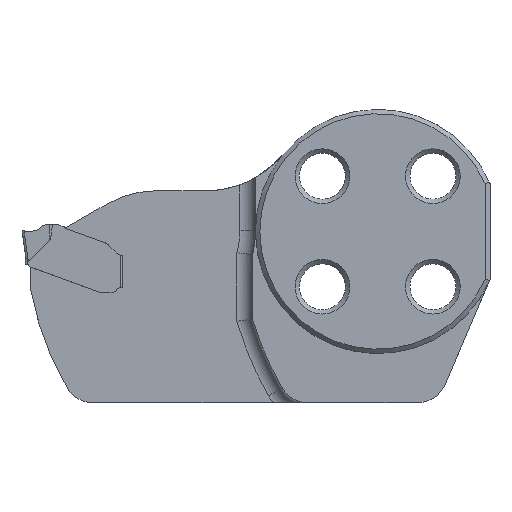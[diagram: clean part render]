
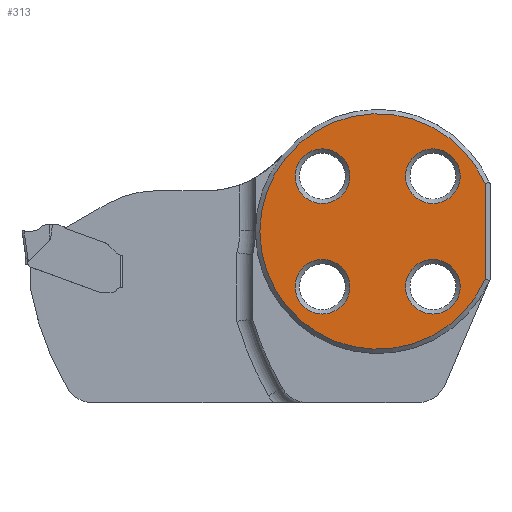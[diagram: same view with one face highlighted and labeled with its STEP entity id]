
A CAD part, top view. The second image highlights one B-rep face of the part: STEP entity #313.
In plain terms, the highlighted planar face has unit normal (0, 0, 1).
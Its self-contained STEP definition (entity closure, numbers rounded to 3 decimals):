
#187=FACE_BOUND('',#552,.T.);
#188=FACE_BOUND('',#553,.T.);
#189=FACE_BOUND('',#554,.T.);
#190=FACE_BOUND('',#555,.T.);
#191=FACE_BOUND('',#556,.T.);
#258=CIRCLE('',#2104,2.8);
#259=CIRCLE('',#2105,2.8);
#260=CIRCLE('',#2106,2.8);
#261=CIRCLE('',#2107,2.8);
#262=CIRCLE('',#2108,12.05);
#313=ADVANCED_FACE('',(#187,#188,#189,#190,#191),#418,.F.);
#418=PLANE('',#2109);
#552=EDGE_LOOP('',(#794));
#553=EDGE_LOOP('',(#795));
#554=EDGE_LOOP('',(#796));
#555=EDGE_LOOP('',(#797));
#556=EDGE_LOOP('',(#798,#799));
#794=ORIENTED_EDGE('',*,*,#1510,.F.);
#795=ORIENTED_EDGE('',*,*,#1511,.T.);
#796=ORIENTED_EDGE('',*,*,#1512,.T.);
#797=ORIENTED_EDGE('',*,*,#1513,.F.);
#798=ORIENTED_EDGE('',*,*,#1514,.F.);
#799=ORIENTED_EDGE('',*,*,#1515,.F.);
#1320=VERTEX_POINT('',#3030);
#1321=VERTEX_POINT('',#3032);
#1322=VERTEX_POINT('',#3034);
#1323=VERTEX_POINT('',#3036);
#1324=VERTEX_POINT('',#3038);
#1325=VERTEX_POINT('',#3039);
#1510=EDGE_CURVE('',#1320,#1320,#258,.T.);
#1511=EDGE_CURVE('',#1321,#1321,#259,.T.);
#1512=EDGE_CURVE('',#1322,#1322,#260,.T.);
#1513=EDGE_CURVE('',#1323,#1323,#261,.T.);
#1514=EDGE_CURVE('',#1324,#1325,#1736,.T.);
#1515=EDGE_CURVE('',#1325,#1324,#262,.T.);
#1736=LINE('',#3037,#1872);
#1872=VECTOR('',#2410,1.);
#2104=AXIS2_PLACEMENT_3D('',#3029,#2402,#2403);
#2105=AXIS2_PLACEMENT_3D('',#3031,#2404,#2405);
#2106=AXIS2_PLACEMENT_3D('',#3033,#2406,#2407);
#2107=AXIS2_PLACEMENT_3D('',#3035,#2408,#2409);
#2108=AXIS2_PLACEMENT_3D('',#3040,#2411,#2412);
#2109=AXIS2_PLACEMENT_3D('',#3041,#2413,#2414);
#2402=DIRECTION('',(0.,0.,1.));
#2403=DIRECTION('',(-1.,0.,0.));
#2404=DIRECTION('',(0.,0.,-1.));
#2405=DIRECTION('',(-1.,0.,0.));
#2406=DIRECTION('',(0.,0.,-1.));
#2407=DIRECTION('',(-1.,0.,0.));
#2408=DIRECTION('',(0.,0.,1.));
#2409=DIRECTION('',(-1.,0.,0.));
#2410=DIRECTION('',(0.,-1.,0.));
#2411=DIRECTION('',(0.,0.,-1.));
#2412=DIRECTION('',(-1.,0.,0.));
#2413=DIRECTION('',(0.,0.,-1.));
#2414=DIRECTION('',(-1.,0.,0.));
#3029=CARTESIAN_POINT('',(-5.657,5.657,0.));
#3030=CARTESIAN_POINT('',(-8.457,5.657,0.));
#3031=CARTESIAN_POINT('',(-5.657,-5.657,0.));
#3032=CARTESIAN_POINT('',(-8.457,-5.657,0.));
#3033=CARTESIAN_POINT('',(5.657,5.657,0.));
#3034=CARTESIAN_POINT('',(2.857,5.657,0.));
#3035=CARTESIAN_POINT('',(5.657,-5.657,0.));
#3036=CARTESIAN_POINT('',(2.857,-5.657,0.));
#3037=CARTESIAN_POINT('',(11.,0.,0.));
#3038=CARTESIAN_POINT('',(11.,4.92,0.));
#3039=CARTESIAN_POINT('',(11.,-4.92,0.));
#3040=CARTESIAN_POINT('',(0.,0.,0.));
#3041=CARTESIAN_POINT('',(0.,0.,0.));
